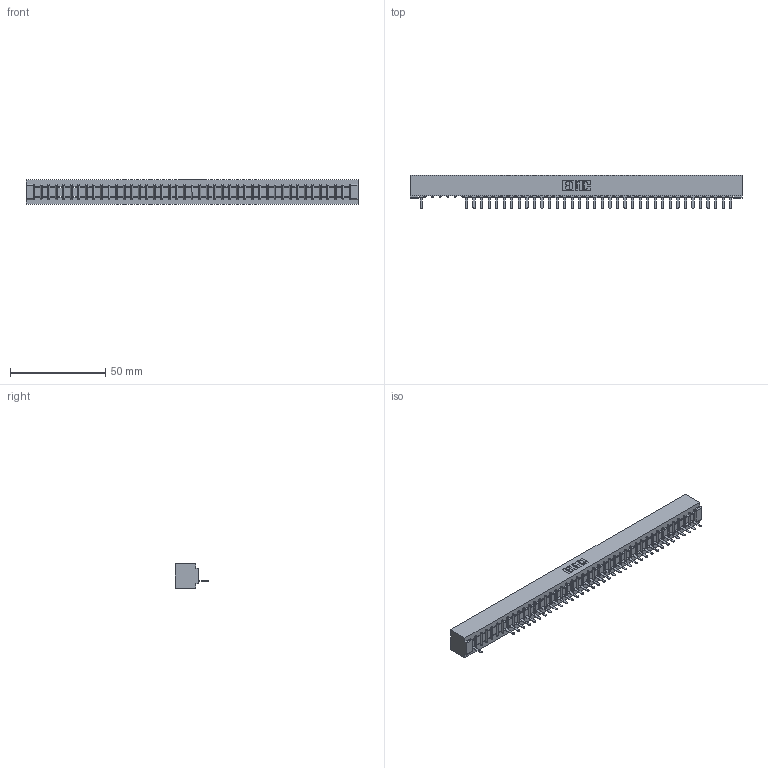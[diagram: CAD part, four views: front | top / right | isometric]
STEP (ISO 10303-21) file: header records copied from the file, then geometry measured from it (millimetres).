
FILE_DESCRIPTION (( 'STEP AP203' ), '1' );
FILE_NAME ('357-042-521-101.STEP', '2018-08-11T08:13:40', ( '' ), ( '' ), 'SwSTEP 2.0', 'SolidWorks 2016', '' );
FILE_SCHEMA (( 'CONFIG_CONTROL_DESIGN' ));
Length unit declared in the file: inch
Products named in the file (3): 307 Part_No Mounting Lugs; 307-290-002_521; 357-042-521-101
Assembly tree (38 placements, depth 2):
  357-042-521-101
    307 Part_No Mounting Lugs
    307-290-002_521  x37
Bounding box: 174.29 x 17.42 x 12.7 mm (x, y, z)
Volume: 19067 mm3; surface area: 23403 mm2
Topology: 38 solids, 38 shells, 2991 faces, 9203 edges, 6018 vertices
Faces by surface type: plane 1791, cylinder 1114, sphere 86
Entity records: 36286 total; most frequent: CARTESIAN_POINT 6143, ORIENTED_EDGE 6138, DIRECTION 5961, EDGE_CURVE 3069, LINE 2353, VECTOR 2353, VERTEX_POINT 1986, AXIS2_PLACEMENT_3D 1804
